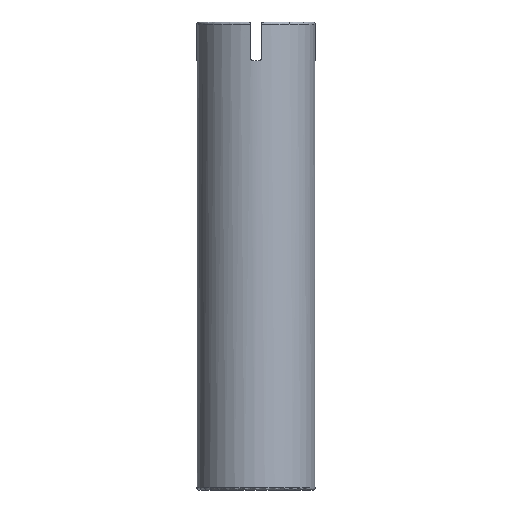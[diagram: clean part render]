
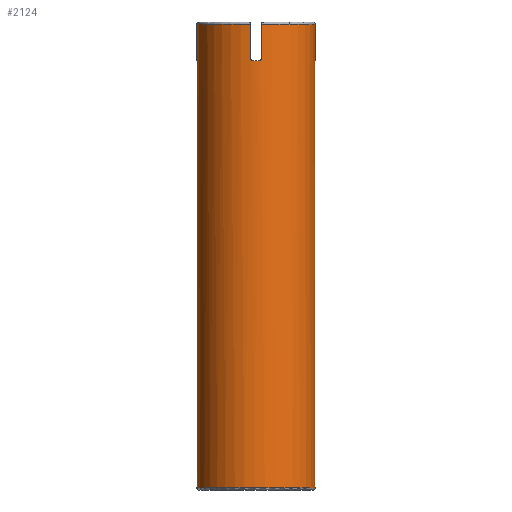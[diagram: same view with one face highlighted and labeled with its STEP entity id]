
A CAD part, front view. The second image highlights one B-rep face of the part: STEP entity #2124.
In plain terms, the highlighted cylindrical face has radius 6.5 mm (diameter 13 mm), a full revolution.
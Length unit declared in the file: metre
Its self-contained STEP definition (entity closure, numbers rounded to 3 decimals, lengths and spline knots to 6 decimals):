
#17=B_SPLINE_CURVE_WITH_KNOTS('',3,(#3011,#3012,#3013,#3014),
 .UNSPECIFIED.,.F.,.F.,(4,4),(0.,0.000391),.UNSPECIFIED.);
#18=B_SPLINE_CURVE_WITH_KNOTS('',3,(#3018,#3019,#3020,#3021),
 .UNSPECIFIED.,.F.,.F.,(4,4),(0.,0.000391),.UNSPECIFIED.);
#19=B_SPLINE_CURVE_WITH_KNOTS('',3,(#3029,#3030,#3031,#3032),
 .UNSPECIFIED.,.F.,.F.,(4,4),(0.,0.000391),.UNSPECIFIED.);
#20=B_SPLINE_CURVE_WITH_KNOTS('',3,(#3036,#3037,#3038,#3039),
 .UNSPECIFIED.,.F.,.F.,(4,4),(0.,0.000391),.UNSPECIFIED.);
#21=B_SPLINE_CURVE_WITH_KNOTS('',3,(#3047,#3048,#3049,#3050),
 .UNSPECIFIED.,.F.,.F.,(4,4),(0.,0.000391),.UNSPECIFIED.);
#22=B_SPLINE_CURVE_WITH_KNOTS('',3,(#3054,#3055,#3056,#3057),
 .UNSPECIFIED.,.F.,.F.,(4,4),(0.,0.000391),.UNSPECIFIED.);
#23=B_SPLINE_CURVE_WITH_KNOTS('',3,(#3065,#3066,#3067,#3068),
 .UNSPECIFIED.,.F.,.F.,(4,4),(0.,0.000391),.UNSPECIFIED.);
#24=B_SPLINE_CURVE_WITH_KNOTS('',3,(#3072,#3073,#3074,#3075),
 .UNSPECIFIED.,.F.,.F.,(4,4),(0.,0.000391),.UNSPECIFIED.);
#127=CYLINDRICAL_SURFACE('',#2264,0.0065);
#215=CIRCLE('',#2265,0.0065);
#216=CIRCLE('',#2266,0.0065);
#217=CIRCLE('',#2267,0.0065);
#218=CIRCLE('',#2268,0.0065);
#219=CIRCLE('',#2269,0.0065);
#220=CIRCLE('',#2270,0.0065);
#221=CIRCLE('',#2271,0.0065);
#222=CIRCLE('',#2272,0.0065);
#223=CIRCLE('',#2273,0.0065);
#285=ORIENTED_EDGE('',*,*,#963,.T.);
#286=ORIENTED_EDGE('',*,*,#964,.T.);
#287=ORIENTED_EDGE('',*,*,#965,.T.);
#288=ORIENTED_EDGE('',*,*,#966,.T.);
#289=ORIENTED_EDGE('',*,*,#967,.T.);
#290=ORIENTED_EDGE('',*,*,#968,.T.);
#291=ORIENTED_EDGE('',*,*,#969,.T.);
#292=ORIENTED_EDGE('',*,*,#970,.F.);
#293=ORIENTED_EDGE('',*,*,#971,.T.);
#294=ORIENTED_EDGE('',*,*,#972,.T.);
#295=ORIENTED_EDGE('',*,*,#973,.T.);
#296=ORIENTED_EDGE('',*,*,#974,.T.);
#297=ORIENTED_EDGE('',*,*,#975,.T.);
#298=ORIENTED_EDGE('',*,*,#976,.F.);
#299=ORIENTED_EDGE('',*,*,#977,.T.);
#300=ORIENTED_EDGE('',*,*,#978,.F.);
#301=ORIENTED_EDGE('',*,*,#979,.T.);
#302=ORIENTED_EDGE('',*,*,#980,.T.);
#303=ORIENTED_EDGE('',*,*,#981,.T.);
#304=ORIENTED_EDGE('',*,*,#982,.T.);
#305=ORIENTED_EDGE('',*,*,#983,.T.);
#306=ORIENTED_EDGE('',*,*,#984,.F.);
#307=ORIENTED_EDGE('',*,*,#985,.T.);
#308=ORIENTED_EDGE('',*,*,#986,.T.);
#309=ORIENTED_EDGE('',*,*,#987,.T.);
#963=EDGE_CURVE('',#1302,#1302,#215,.F.);
#964=EDGE_CURVE('',#1303,#1304,#1518,.T.);
#965=EDGE_CURVE('',#1304,#1305,#216,.F.);
#966=EDGE_CURVE('',#1305,#1306,#1519,.F.);
#967=EDGE_CURVE('',#1306,#1307,#17,.T.);
#968=EDGE_CURVE('',#1307,#1308,#217,.F.);
#969=EDGE_CURVE('',#1308,#1309,#18,.T.);
#970=EDGE_CURVE('',#1310,#1309,#1520,.F.);
#971=EDGE_CURVE('',#1310,#1311,#218,.F.);
#972=EDGE_CURVE('',#1311,#1312,#1521,.F.);
#973=EDGE_CURVE('',#1312,#1313,#19,.T.);
#974=EDGE_CURVE('',#1313,#1314,#219,.F.);
#975=EDGE_CURVE('',#1314,#1315,#20,.T.);
#976=EDGE_CURVE('',#1316,#1315,#1522,.F.);
#977=EDGE_CURVE('',#1316,#1317,#220,.F.);
#978=EDGE_CURVE('',#1318,#1317,#1523,.T.);
#979=EDGE_CURVE('',#1318,#1319,#21,.T.);
#980=EDGE_CURVE('',#1319,#1320,#221,.F.);
#981=EDGE_CURVE('',#1320,#1321,#22,.T.);
#982=EDGE_CURVE('',#1321,#1322,#1524,.T.);
#983=EDGE_CURVE('',#1322,#1323,#222,.F.);
#984=EDGE_CURVE('',#1324,#1323,#1525,.T.);
#985=EDGE_CURVE('',#1324,#1325,#23,.T.);
#986=EDGE_CURVE('',#1325,#1326,#223,.F.);
#987=EDGE_CURVE('',#1326,#1303,#24,.T.);
#1302=VERTEX_POINT('',#3003);
#1303=VERTEX_POINT('',#3005);
#1304=VERTEX_POINT('',#3006);
#1305=VERTEX_POINT('',#3008);
#1306=VERTEX_POINT('',#3010);
#1307=VERTEX_POINT('',#3015);
#1308=VERTEX_POINT('',#3017);
#1309=VERTEX_POINT('',#3022);
#1310=VERTEX_POINT('',#3024);
#1311=VERTEX_POINT('',#3026);
#1312=VERTEX_POINT('',#3028);
#1313=VERTEX_POINT('',#3033);
#1314=VERTEX_POINT('',#3035);
#1315=VERTEX_POINT('',#3040);
#1316=VERTEX_POINT('',#3042);
#1317=VERTEX_POINT('',#3044);
#1318=VERTEX_POINT('',#3046);
#1319=VERTEX_POINT('',#3051);
#1320=VERTEX_POINT('',#3053);
#1321=VERTEX_POINT('',#3058);
#1322=VERTEX_POINT('',#3060);
#1323=VERTEX_POINT('',#3062);
#1324=VERTEX_POINT('',#3064);
#1325=VERTEX_POINT('',#3069);
#1326=VERTEX_POINT('',#3071);
#1518=LINE('',#3004,#1685);
#1519=LINE('',#3009,#1686);
#1520=LINE('',#3023,#1687);
#1521=LINE('',#3027,#1688);
#1522=LINE('',#3041,#1689);
#1523=LINE('',#3045,#1690);
#1524=LINE('',#3059,#1691);
#1525=LINE('',#3063,#1692);
#1685=VECTOR('',#2471,1.);
#1686=VECTOR('',#2474,1.);
#1687=VECTOR('',#2477,1.);
#1688=VECTOR('',#2480,1.);
#1689=VECTOR('',#2483,1.);
#1690=VECTOR('',#2486,1.);
#1691=VECTOR('',#2489,1.);
#1692=VECTOR('',#2492,1.);
#1848=EDGE_LOOP('',(#285));
#1849=EDGE_LOOP('',(#286,#287,#288,#289,#290,#291,#292,#293,#294,#295,#296,
#297,#298,#299,#300,#301,#302,#303,#304,#305,#306,#307,#308,#309));
#1969=FACE_BOUND('',#1848,.T.);
#1970=FACE_BOUND('',#1849,.T.);
#2124=ADVANCED_FACE('',(#1969,#1970),#127,.T.);
#2264=AXIS2_PLACEMENT_3D('',#3001,#2467,#2468);
#2265=AXIS2_PLACEMENT_3D('',#3002,#2469,#2470);
#2266=AXIS2_PLACEMENT_3D('',#3007,#2472,#2473);
#2267=AXIS2_PLACEMENT_3D('',#3016,#2475,#2476);
#2268=AXIS2_PLACEMENT_3D('',#3025,#2478,#2479);
#2269=AXIS2_PLACEMENT_3D('',#3034,#2481,#2482);
#2270=AXIS2_PLACEMENT_3D('',#3043,#2484,#2485);
#2271=AXIS2_PLACEMENT_3D('',#3052,#2487,#2488);
#2272=AXIS2_PLACEMENT_3D('',#3061,#2490,#2491);
#2273=AXIS2_PLACEMENT_3D('',#3070,#2493,#2494);
#2467=DIRECTION('',(0.,0.,1.));
#2468=DIRECTION('',(1.,0.,0.));
#2469=DIRECTION('',(0.,0.,-1.));
#2470=DIRECTION('',(-1.,0.,0.));
#2471=DIRECTION('',(0.,0.,1.));
#2472=DIRECTION('',(0.,0.,1.));
#2473=DIRECTION('',(1.,0.,0.));
#2474=DIRECTION('',(0.,0.,1.));
#2475=DIRECTION('',(0.,0.,1.));
#2476=DIRECTION('',(1.,0.,0.));
#2477=DIRECTION('',(0.,0.,1.));
#2478=DIRECTION('',(0.,0.,1.));
#2479=DIRECTION('',(1.,0.,0.));
#2480=DIRECTION('',(0.,0.,1.));
#2481=DIRECTION('',(0.,0.,1.));
#2482=DIRECTION('',(1.,0.,0.));
#2483=DIRECTION('',(0.,0.,1.));
#2484=DIRECTION('',(0.,0.,1.));
#2485=DIRECTION('',(1.,0.,0.));
#2486=DIRECTION('',(0.,0.,1.));
#2487=DIRECTION('',(0.,0.,1.));
#2488=DIRECTION('',(1.,0.,0.));
#2489=DIRECTION('',(0.,0.,1.));
#2490=DIRECTION('',(0.,0.,1.));
#2491=DIRECTION('',(1.,0.,0.));
#2492=DIRECTION('',(0.,0.,1.));
#2493=DIRECTION('',(0.,0.,1.));
#2494=DIRECTION('',(1.,0.,0.));
#3001=CARTESIAN_POINT('',(0.,0.,-0.0025));
#3002=CARTESIAN_POINT('',(0.,0.,-0.05175));
#3003=CARTESIAN_POINT('',(-0.0065,0.,-0.05175));
#3004=CARTESIAN_POINT('',(0.000575,0.006475,-0.0025));
#3005=CARTESIAN_POINT('',(0.000575,0.006475,-0.00475));
#3006=CARTESIAN_POINT('',(0.000575,0.006475,-0.001));
#3007=CARTESIAN_POINT('',(0.,0.,-0.001));
#3008=CARTESIAN_POINT('',(0.006475,0.000575,-0.001));
#3009=CARTESIAN_POINT('',(0.006475,0.000575,-0.0025));
#3010=CARTESIAN_POINT('',(0.006475,0.000575,-0.00475));
#3011=CARTESIAN_POINT('',(0.006475,0.000575,-0.00475));
#3012=CARTESIAN_POINT('',(0.006475,0.000575,-0.004882));
#3013=CARTESIAN_POINT('',(0.006485,0.000457,-0.005));
#3014=CARTESIAN_POINT('',(0.006492,0.000325,-0.005));
#3015=CARTESIAN_POINT('',(0.006492,0.000325,-0.005));
#3016=CARTESIAN_POINT('',(0.,0.,-0.005));
#3017=CARTESIAN_POINT('',(0.006492,-0.000325,-0.005));
#3018=CARTESIAN_POINT('',(0.006492,-0.000325,-0.005));
#3019=CARTESIAN_POINT('',(0.006485,-0.000457,-0.005));
#3020=CARTESIAN_POINT('',(0.006475,-0.000575,-0.004882));
#3021=CARTESIAN_POINT('',(0.006475,-0.000575,-0.00475));
#3022=CARTESIAN_POINT('',(0.006475,-0.000575,-0.00475));
#3023=CARTESIAN_POINT('',(0.006475,-0.000575,-0.0025));
#3024=CARTESIAN_POINT('',(0.006475,-0.000575,-0.001));
#3025=CARTESIAN_POINT('',(0.,0.,-0.001));
#3026=CARTESIAN_POINT('',(0.000575,-0.006475,-0.001));
#3027=CARTESIAN_POINT('',(0.000575,-0.006475,-0.0025));
#3028=CARTESIAN_POINT('',(0.000575,-0.006475,-0.00475));
#3029=CARTESIAN_POINT('',(0.000575,-0.006475,-0.00475));
#3030=CARTESIAN_POINT('',(0.000575,-0.006475,-0.004882));
#3031=CARTESIAN_POINT('',(0.000457,-0.006485,-0.005));
#3032=CARTESIAN_POINT('',(0.000325,-0.006492,-0.005));
#3033=CARTESIAN_POINT('',(0.000325,-0.006492,-0.005));
#3034=CARTESIAN_POINT('',(0.,0.,-0.005));
#3035=CARTESIAN_POINT('',(-0.000325,-0.006492,-0.005));
#3036=CARTESIAN_POINT('',(-0.000325,-0.006492,-0.005));
#3037=CARTESIAN_POINT('',(-0.000457,-0.006485,-0.005));
#3038=CARTESIAN_POINT('',(-0.000575,-0.006475,-0.004882));
#3039=CARTESIAN_POINT('',(-0.000575,-0.006475,-0.00475));
#3040=CARTESIAN_POINT('',(-0.000575,-0.006475,-0.00475));
#3041=CARTESIAN_POINT('',(-0.000575,-0.006475,-0.0025));
#3042=CARTESIAN_POINT('',(-0.000575,-0.006475,-0.001));
#3043=CARTESIAN_POINT('',(0.,0.,-0.001));
#3044=CARTESIAN_POINT('',(-0.006475,-0.000575,-0.001));
#3045=CARTESIAN_POINT('',(-0.006475,-0.000575,-0.0025));
#3046=CARTESIAN_POINT('',(-0.006475,-0.000575,-0.00475));
#3047=CARTESIAN_POINT('',(-0.006475,-0.000575,-0.00475));
#3048=CARTESIAN_POINT('',(-0.006475,-0.000575,-0.004882));
#3049=CARTESIAN_POINT('',(-0.006485,-0.000457,-0.005));
#3050=CARTESIAN_POINT('',(-0.006492,-0.000325,-0.005));
#3051=CARTESIAN_POINT('',(-0.006492,-0.000325,-0.005));
#3052=CARTESIAN_POINT('',(0.,0.,-0.005));
#3053=CARTESIAN_POINT('',(-0.006492,0.000325,-0.005));
#3054=CARTESIAN_POINT('',(-0.006492,0.000325,-0.005));
#3055=CARTESIAN_POINT('',(-0.006485,0.000457,-0.005));
#3056=CARTESIAN_POINT('',(-0.006475,0.000575,-0.004882));
#3057=CARTESIAN_POINT('',(-0.006475,0.000575,-0.00475));
#3058=CARTESIAN_POINT('',(-0.006475,0.000575,-0.00475));
#3059=CARTESIAN_POINT('',(-0.006475,0.000575,-0.0025));
#3060=CARTESIAN_POINT('',(-0.006475,0.000575,-0.001));
#3061=CARTESIAN_POINT('',(0.,0.,-0.001));
#3062=CARTESIAN_POINT('',(-0.000575,0.006475,-0.001));
#3063=CARTESIAN_POINT('',(-0.000575,0.006475,-0.0025));
#3064=CARTESIAN_POINT('',(-0.000575,0.006475,-0.00475));
#3065=CARTESIAN_POINT('',(-0.000575,0.006475,-0.00475));
#3066=CARTESIAN_POINT('',(-0.000575,0.006475,-0.004882));
#3067=CARTESIAN_POINT('',(-0.000457,0.006485,-0.005));
#3068=CARTESIAN_POINT('',(-0.000325,0.006492,-0.005));
#3069=CARTESIAN_POINT('',(-0.000325,0.006492,-0.005));
#3070=CARTESIAN_POINT('',(0.,0.,-0.005));
#3071=CARTESIAN_POINT('',(0.000325,0.006492,-0.005));
#3072=CARTESIAN_POINT('',(0.000325,0.006492,-0.005));
#3073=CARTESIAN_POINT('',(0.000457,0.006485,-0.005));
#3074=CARTESIAN_POINT('',(0.000575,0.006475,-0.004882));
#3075=CARTESIAN_POINT('',(0.000575,0.006475,-0.00475));
